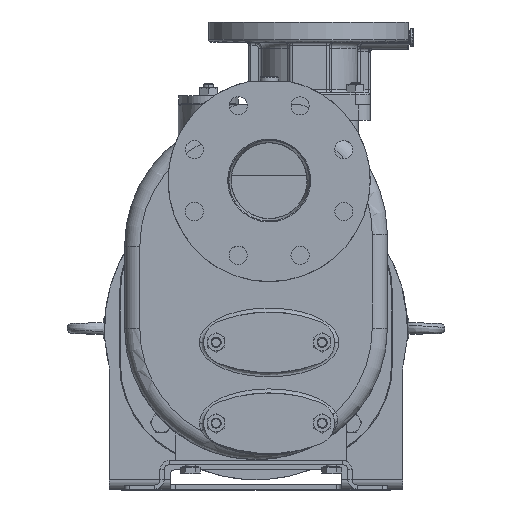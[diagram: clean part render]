
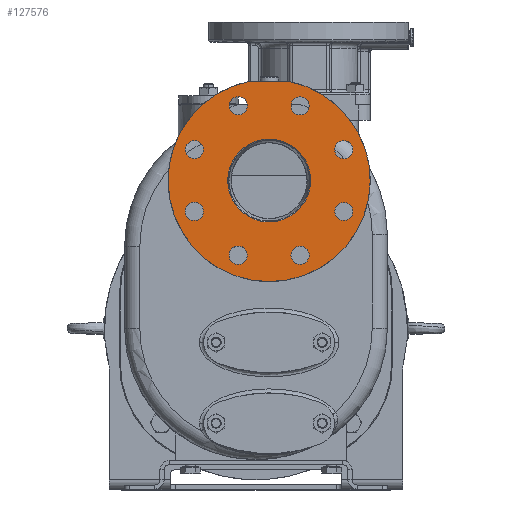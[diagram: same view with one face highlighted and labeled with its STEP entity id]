
A CAD part, top view. The second image highlights one B-rep face of the part: STEP entity #127576.
In plain terms, the highlighted planar face has unit normal (0, 0, 1).
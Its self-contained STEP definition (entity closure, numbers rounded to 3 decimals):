
#30921=DIRECTION('',(1.,0.,0.));
#30922=VECTOR('',#30921,39.799);
#30923=CARTESIAN_POINT('',(-6.9,373.,173.));
#30924=LINE('',#30923,#30922);
#30925=CARTESIAN_POINT('',(13.,275.,173.));
#30926=DIRECTION('',(0.,0.,1.));
#30927=DIRECTION('',(1.,0.,0.));
#30928=AXIS2_PLACEMENT_3D('',#30925,#30926,#30927);
#30930=CARTESIAN_POINT('',(13.,275.,173.));
#30931=DIRECTION('',(0.,0.,1.));
#30932=DIRECTION('',(-1.,0.,0.));
#30933=AXIS2_PLACEMENT_3D('',#30930,#30931,#30932);
#30935=CARTESIAN_POINT('',(86.91,305.615,173.));
#30936=DIRECTION('',(0.,0.,1.));
#30937=DIRECTION('',(1.,0.,0.));
#30938=AXIS2_PLACEMENT_3D('',#30935,#30936,#30937);
#30940=CARTESIAN_POINT('',(86.91,305.615,173.));
#30941=DIRECTION('',(0.,0.,1.));
#30942=DIRECTION('',(-1.,0.,0.));
#30943=AXIS2_PLACEMENT_3D('',#30940,#30941,#30942);
#30945=CARTESIAN_POINT('',(43.615,348.91,173.));
#30946=DIRECTION('',(0.,0.,1.));
#30947=DIRECTION('',(0.707,0.707,0.));
#30948=AXIS2_PLACEMENT_3D('',#30945,#30946,#30947);
#30950=CARTESIAN_POINT('',(43.615,348.91,173.));
#30951=DIRECTION('',(0.,0.,1.));
#30952=DIRECTION('',(-0.707,-0.707,0.));
#30953=AXIS2_PLACEMENT_3D('',#30950,#30951,#30952);
#30955=CARTESIAN_POINT('',(-17.615,348.91,173.));
#30956=DIRECTION('',(0.,0.,1.));
#30957=DIRECTION('',(0.,1.,0.));
#30958=AXIS2_PLACEMENT_3D('',#30955,#30956,#30957);
#30960=CARTESIAN_POINT('',(-17.615,348.91,173.));
#30961=DIRECTION('',(0.,0.,1.));
#30962=DIRECTION('',(0.,-1.,0.));
#30963=AXIS2_PLACEMENT_3D('',#30960,#30961,#30962);
#30965=CARTESIAN_POINT('',(-60.91,305.615,173.));
#30966=DIRECTION('',(0.,0.,1.));
#30967=DIRECTION('',(-0.707,0.707,0.));
#30968=AXIS2_PLACEMENT_3D('',#30965,#30966,#30967);
#30970=CARTESIAN_POINT('',(-60.91,305.615,173.));
#30971=DIRECTION('',(0.,0.,1.));
#30972=DIRECTION('',(0.707,-0.707,0.));
#30973=AXIS2_PLACEMENT_3D('',#30970,#30971,#30972);
#30975=CARTESIAN_POINT('',(-60.91,244.385,173.));
#30976=DIRECTION('',(0.,0.,1.));
#30977=DIRECTION('',(-1.,0.,0.));
#30978=AXIS2_PLACEMENT_3D('',#30975,#30976,#30977);
#30980=CARTESIAN_POINT('',(-60.91,244.385,173.));
#30981=DIRECTION('',(0.,0.,1.));
#30982=DIRECTION('',(1.,0.,0.));
#30983=AXIS2_PLACEMENT_3D('',#30980,#30981,#30982);
#30985=CARTESIAN_POINT('',(-17.615,201.09,173.));
#30986=DIRECTION('',(0.,0.,1.));
#30987=DIRECTION('',(-0.707,-0.707,0.));
#30988=AXIS2_PLACEMENT_3D('',#30985,#30986,#30987);
#30990=CARTESIAN_POINT('',(-17.615,201.09,173.));
#30991=DIRECTION('',(0.,0.,1.));
#30992=DIRECTION('',(0.707,0.707,0.));
#30993=AXIS2_PLACEMENT_3D('',#30990,#30991,#30992);
#30995=CARTESIAN_POINT('',(43.615,201.09,173.));
#30996=DIRECTION('',(0.,0.,1.));
#30997=DIRECTION('',(0.,-1.,0.));
#30998=AXIS2_PLACEMENT_3D('',#30995,#30996,#30997);
#31000=CARTESIAN_POINT('',(43.615,201.09,173.));
#31001=DIRECTION('',(0.,0.,1.));
#31002=DIRECTION('',(0.,1.,0.));
#31003=AXIS2_PLACEMENT_3D('',#31000,#31001,#31002);
#31005=CARTESIAN_POINT('',(86.91,244.385,173.));
#31006=DIRECTION('',(0.,0.,1.));
#31007=DIRECTION('',(0.707,-0.707,0.));
#31008=AXIS2_PLACEMENT_3D('',#31005,#31006,#31007);
#31010=CARTESIAN_POINT('',(86.91,244.385,173.));
#31011=DIRECTION('',(0.,0.,1.));
#31012=DIRECTION('',(-0.707,0.707,0.));
#31013=AXIS2_PLACEMENT_3D('',#31010,#31011,#31012);
#31024=CARTESIAN_POINT('',(13.,275.,173.));
#31025=DIRECTION('',(0.,0.,1.));
#31026=DIRECTION('',(-0.199,0.98,0.));
#31027=AXIS2_PLACEMENT_3D('',#31024,#31025,#31026);
#80904=CARTESIAN_POINT('',(-6.9,373.,173.));
#80905=CARTESIAN_POINT('',(32.9,373.,173.));
#80906=VERTEX_POINT('',#80904);
#80907=VERTEX_POINT('',#80905);
#81205=CARTESIAN_POINT('',(54.,275.,173.));
#81206=CARTESIAN_POINT('',(-28.,275.,173.));
#81207=VERTEX_POINT('',#81205);
#81208=VERTEX_POINT('',#81206);
#81211=CARTESIAN_POINT('',(95.91,305.615,173.));
#81212=CARTESIAN_POINT('',(77.91,305.615,173.));
#81213=VERTEX_POINT('',#81211);
#81214=VERTEX_POINT('',#81212);
#81219=CARTESIAN_POINT('',(49.979,355.274,173.));
#81220=CARTESIAN_POINT('',(37.251,342.546,173.));
#81221=VERTEX_POINT('',#81219);
#81222=VERTEX_POINT('',#81220);
#81227=CARTESIAN_POINT('',(-17.615,357.91,173.));
#81228=CARTESIAN_POINT('',(-17.615,339.91,173.));
#81229=VERTEX_POINT('',#81227);
#81230=VERTEX_POINT('',#81228);
#81235=CARTESIAN_POINT('',(-67.274,311.979,173.));
#81236=CARTESIAN_POINT('',(-54.546,299.251,173.));
#81237=VERTEX_POINT('',#81235);
#81238=VERTEX_POINT('',#81236);
#81243=CARTESIAN_POINT('',(-69.91,244.385,173.));
#81244=CARTESIAN_POINT('',(-51.91,244.385,173.));
#81245=VERTEX_POINT('',#81243);
#81246=VERTEX_POINT('',#81244);
#81251=CARTESIAN_POINT('',(-23.979,194.726,173.));
#81252=CARTESIAN_POINT('',(-11.251,207.454,173.));
#81253=VERTEX_POINT('',#81251);
#81254=VERTEX_POINT('',#81252);
#81259=CARTESIAN_POINT('',(43.615,192.09,173.));
#81260=CARTESIAN_POINT('',(43.615,210.09,173.));
#81261=VERTEX_POINT('',#81259);
#81262=VERTEX_POINT('',#81260);
#81267=CARTESIAN_POINT('',(93.274,238.021,173.));
#81268=CARTESIAN_POINT('',(80.546,250.749,173.));
#81269=VERTEX_POINT('',#81267);
#81270=VERTEX_POINT('',#81268);
#127513=CARTESIAN_POINT('',(13.,275.,173.));
#127514=DIRECTION('',(0.,0.,1.));
#127515=DIRECTION('',(0.,1.,0.));
#127516=AXIS2_PLACEMENT_3D('',#127513,#127514,#127515);
#127517=PLANE('',#127516);
#127518=ORIENTED_EDGE('',*,*,#124930,.T.);
#127520=ORIENTED_EDGE('',*,*,#127519,.F.);
#127521=EDGE_LOOP('',(#127518,#127520));
#127522=FACE_OUTER_BOUND('',#127521,.F.);
#127524=ORIENTED_EDGE('',*,*,#127523,.T.);
#127526=ORIENTED_EDGE('',*,*,#127525,.T.);
#127527=EDGE_LOOP('',(#127524,#127526));
#127528=FACE_BOUND('',#127527,.F.);
#127529=ORIENTED_EDGE('',*,*,#127503,.T.);
#127531=ORIENTED_EDGE('',*,*,#127530,.T.);
#127532=EDGE_LOOP('',(#127529,#127531));
#127533=FACE_BOUND('',#127532,.F.);
#127535=ORIENTED_EDGE('',*,*,#127534,.T.);
#127537=ORIENTED_EDGE('',*,*,#127536,.T.);
#127538=EDGE_LOOP('',(#127535,#127537));
#127539=FACE_BOUND('',#127538,.F.);
#127541=ORIENTED_EDGE('',*,*,#127540,.T.);
#127543=ORIENTED_EDGE('',*,*,#127542,.T.);
#127544=EDGE_LOOP('',(#127541,#127543));
#127545=FACE_BOUND('',#127544,.F.);
#127547=ORIENTED_EDGE('',*,*,#127546,.T.);
#127549=ORIENTED_EDGE('',*,*,#127548,.T.);
#127550=EDGE_LOOP('',(#127547,#127549));
#127551=FACE_BOUND('',#127550,.F.);
#127553=ORIENTED_EDGE('',*,*,#127552,.T.);
#127555=ORIENTED_EDGE('',*,*,#127554,.T.);
#127556=EDGE_LOOP('',(#127553,#127555));
#127557=FACE_BOUND('',#127556,.F.);
#127559=ORIENTED_EDGE('',*,*,#127558,.T.);
#127561=ORIENTED_EDGE('',*,*,#127560,.T.);
#127562=EDGE_LOOP('',(#127559,#127561));
#127563=FACE_BOUND('',#127562,.F.);
#127565=ORIENTED_EDGE('',*,*,#127564,.T.);
#127567=ORIENTED_EDGE('',*,*,#127566,.T.);
#127568=EDGE_LOOP('',(#127565,#127567));
#127569=FACE_BOUND('',#127568,.F.);
#127571=ORIENTED_EDGE('',*,*,#127570,.T.);
#127573=ORIENTED_EDGE('',*,*,#127572,.T.);
#127574=EDGE_LOOP('',(#127571,#127573));
#127575=FACE_BOUND('',#127574,.F.);
#127576=ADVANCED_FACE('',(#127522,#127528,#127533,#127539,#127545,#127551,
#127557,#127563,#127569,#127575),#127517,.T.);
#30929=CIRCLE('',#30928,41.);
#30934=CIRCLE('',#30933,41.);
#30939=CIRCLE('',#30938,9.);
#30944=CIRCLE('',#30943,9.);
#30949=CIRCLE('',#30948,9.);
#30954=CIRCLE('',#30953,9.);
#30959=CIRCLE('',#30958,9.);
#30964=CIRCLE('',#30963,9.);
#30969=CIRCLE('',#30968,9.);
#30974=CIRCLE('',#30973,9.);
#30979=CIRCLE('',#30978,9.);
#30984=CIRCLE('',#30983,9.);
#30989=CIRCLE('',#30988,9.);
#30994=CIRCLE('',#30993,9.);
#30999=CIRCLE('',#30998,9.);
#31004=CIRCLE('',#31003,9.);
#31009=CIRCLE('',#31008,9.);
#31014=CIRCLE('',#31013,9.);
#31028=CIRCLE('',#31027,100.);
#124930=EDGE_CURVE('',#80906,#80907,#30924,.T.);
#127503=EDGE_CURVE('',#81213,#81214,#30939,.T.);
#127519=EDGE_CURVE('',#80906,#80907,#31028,.T.);
#127523=EDGE_CURVE('',#81207,#81208,#30929,.T.);
#127525=EDGE_CURVE('',#81208,#81207,#30934,.T.);
#127530=EDGE_CURVE('',#81214,#81213,#30944,.T.);
#127534=EDGE_CURVE('',#81221,#81222,#30949,.T.);
#127536=EDGE_CURVE('',#81222,#81221,#30954,.T.);
#127540=EDGE_CURVE('',#81229,#81230,#30959,.T.);
#127542=EDGE_CURVE('',#81230,#81229,#30964,.T.);
#127546=EDGE_CURVE('',#81237,#81238,#30969,.T.);
#127548=EDGE_CURVE('',#81238,#81237,#30974,.T.);
#127552=EDGE_CURVE('',#81245,#81246,#30979,.T.);
#127554=EDGE_CURVE('',#81246,#81245,#30984,.T.);
#127558=EDGE_CURVE('',#81253,#81254,#30989,.T.);
#127560=EDGE_CURVE('',#81254,#81253,#30994,.T.);
#127564=EDGE_CURVE('',#81261,#81262,#30999,.T.);
#127566=EDGE_CURVE('',#81262,#81261,#31004,.T.);
#127570=EDGE_CURVE('',#81269,#81270,#31009,.T.);
#127572=EDGE_CURVE('',#81270,#81269,#31014,.T.);
